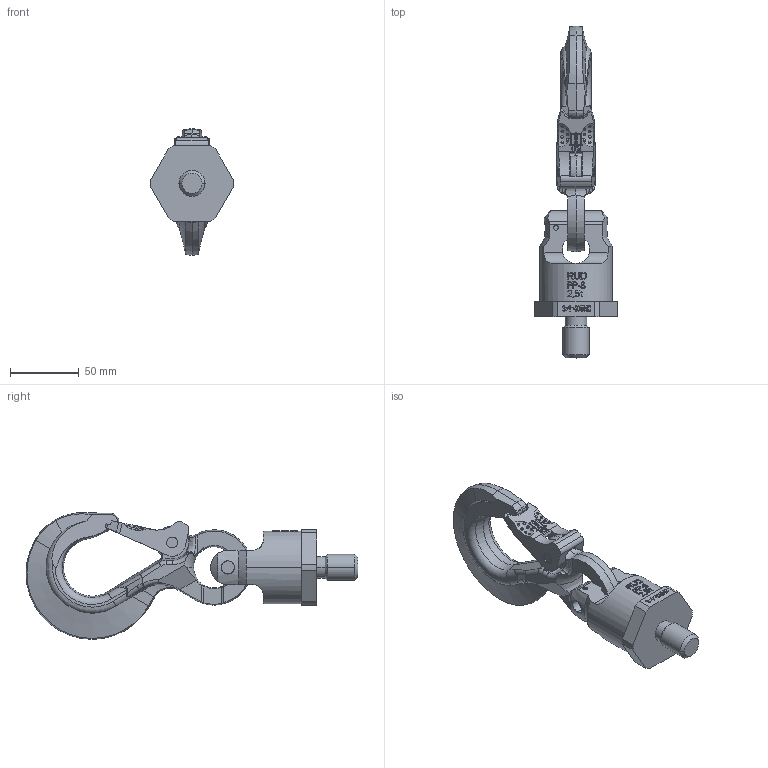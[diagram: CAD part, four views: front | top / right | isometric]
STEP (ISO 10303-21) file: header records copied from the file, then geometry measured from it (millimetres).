
FILE_DESCRIPTION((''),'2;1');
FILE_NAME('4PP-S-2_5T-3_4Z','2005-01-19T',('jakubetz'),(''),'PRO/ENGINEER BY PARAMETRIC TECHNOLOGY CORPORATION, 2001400','PRO/ENGINEER BY PARAMETRIC TECHNOLOGY CORPORATION, 2001400','');
FILE_SCHEMA(('CONFIG_CONTROL_DESIGN'));
Length unit declared in the file: millimetre
Products named in the file (1): 4PP-S-2_5T-3_4Z
Bounding box: 60.98 x 242.3 x 92.48 mm (x, y, z)
Volume: 141909.8 mm3; surface area: 53396.8 mm2
Topology: 3 solids, 4 shells, 966 faces, 2691 edges, 1760 vertices
Faces by surface type: plane 739, cylinder 111, cone 42, sphere 30, torus 22, bspline 22
Entity records: 32804 total; most frequent: CARTESIAN_POINT 9016, ORIENTED_EDGE 5326, DIRECTION 4326, EDGE_CURVE 2663, VERTEX_POINT 1760, VECTOR 1714, LINE 1714, AXIS2_PLACEMENT_3D 1306
